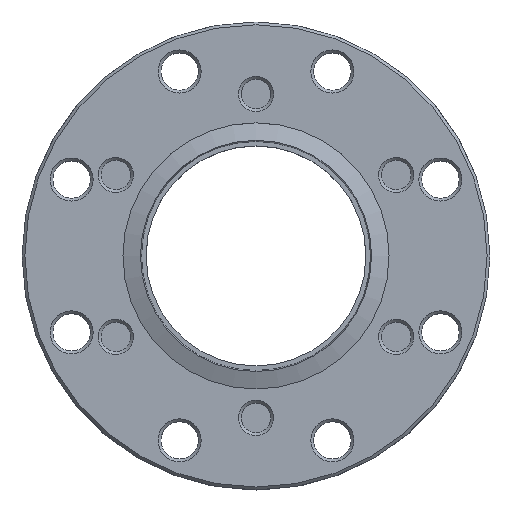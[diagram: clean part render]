
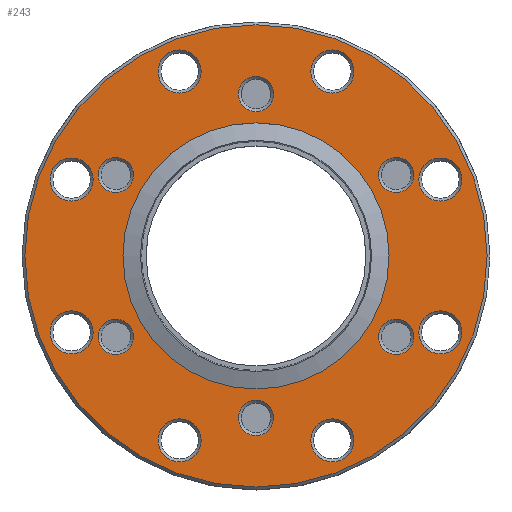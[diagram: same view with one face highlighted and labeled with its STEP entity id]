
A CAD part, top view. The second image highlights one B-rep face of the part: STEP entity #243.
In plain terms, the highlighted planar face has unit normal (0, 0, 1).
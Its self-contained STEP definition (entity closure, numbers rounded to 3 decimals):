
#243 = ADVANCED_FACE( '', ( #465, #466, #467, #468, #469, #470, #471, #472, #473, #474, #475, #476, #477, #478, #479, #480 ), #481, .F. );
#465 = FACE_BOUND( '', #682, .T. );
#466 = FACE_BOUND( '', #683, .T. );
#467 = FACE_BOUND( '', #684, .T. );
#468 = FACE_BOUND( '', #685, .T. );
#469 = FACE_BOUND( '', #686, .T. );
#470 = FACE_BOUND( '', #687, .T. );
#471 = FACE_OUTER_BOUND( '', #688, .T. );
#472 = FACE_BOUND( '', #689, .T. );
#473 = FACE_BOUND( '', #690, .T. );
#474 = FACE_BOUND( '', #691, .T. );
#475 = FACE_BOUND( '', #692, .T. );
#476 = FACE_BOUND( '', #693, .T. );
#477 = FACE_BOUND( '', #694, .T. );
#478 = FACE_BOUND( '', #695, .T. );
#479 = FACE_BOUND( '', #696, .T. );
#480 = FACE_BOUND( '', #697, .T. );
#481 = PLANE( '', #698 );
#682 = EDGE_LOOP( '', ( #1036 ) );
#683 = EDGE_LOOP( '', ( #1037 ) );
#684 = EDGE_LOOP( '', ( #1038 ) );
#685 = EDGE_LOOP( '', ( #1039 ) );
#686 = EDGE_LOOP( '', ( #1040 ) );
#687 = EDGE_LOOP( '', ( #1041 ) );
#688 = EDGE_LOOP( '', ( #1042 ) );
#689 = EDGE_LOOP( '', ( #1043 ) );
#690 = EDGE_LOOP( '', ( #1044 ) );
#691 = EDGE_LOOP( '', ( #1045 ) );
#692 = EDGE_LOOP( '', ( #1046 ) );
#693 = EDGE_LOOP( '', ( #1047 ) );
#694 = EDGE_LOOP( '', ( #1048 ) );
#695 = EDGE_LOOP( '', ( #1049 ) );
#696 = EDGE_LOOP( '', ( #1050 ) );
#697 = EDGE_LOOP( '', ( #1051 ) );
#698 = AXIS2_PLACEMENT_3D( '', #1052, #1053, #1054 );
#1036 = ORIENTED_EDGE( '', *, *, #1187, .T. );
#1037 = ORIENTED_EDGE( '', *, *, #1215, .T. );
#1038 = ORIENTED_EDGE( '', *, *, #1241, .T. );
#1039 = ORIENTED_EDGE( '', *, *, #1242, .T. );
#1040 = ORIENTED_EDGE( '', *, *, #1243, .T. );
#1041 = ORIENTED_EDGE( '', *, *, #1244, .T. );
#1042 = ORIENTED_EDGE( '', *, *, #1220, .T. );
#1043 = ORIENTED_EDGE( '', *, *, #1239, .T. );
#1044 = ORIENTED_EDGE( '', *, *, #1237, .T. );
#1045 = ORIENTED_EDGE( '', *, *, #1235, .T. );
#1046 = ORIENTED_EDGE( '', *, *, #1233, .T. );
#1047 = ORIENTED_EDGE( '', *, *, #1231, .T. );
#1048 = ORIENTED_EDGE( '', *, *, #1230, .T. );
#1049 = ORIENTED_EDGE( '', *, *, #1229, .T. );
#1050 = ORIENTED_EDGE( '', *, *, #1204, .T. );
#1051 = ORIENTED_EDGE( '', *, *, #1226, .F. );
#1052 = CARTESIAN_POINT( '', ( 0., 0., 8.001 ) );
#1053 = DIRECTION( '', ( 0., 0., -1. ) );
#1054 = DIRECTION( '', ( -1., 0., 0. ) );
#1187 = EDGE_CURVE( '', #1332, #1332, #1333, .T. );
#1204 = EDGE_CURVE( '', #1364, #1364, #1365, .T. );
#1215 = EDGE_CURVE( '', #1385, #1385, #1386, .T. );
#1220 = EDGE_CURVE( '', #1392, #1392, #1393, .F. );
#1226 = EDGE_CURVE( '', #1404, #1404, #1405, .T. );
#1229 = EDGE_CURVE( '', #1410, #1410, #1411, .T. );
#1230 = EDGE_CURVE( '', #1412, #1412, #1413, .T. );
#1231 = EDGE_CURVE( '', #1414, #1414, #1415, .T. );
#1233 = EDGE_CURVE( '', #1418, #1418, #1419, .T. );
#1235 = EDGE_CURVE( '', #1422, #1422, #1423, .T. );
#1237 = EDGE_CURVE( '', #1426, #1426, #1427, .T. );
#1239 = EDGE_CURVE( '', #1430, #1430, #1431, .T. );
#1241 = EDGE_CURVE( '', #1434, #1434, #1435, .T. );
#1242 = EDGE_CURVE( '', #1436, #1436, #1437, .T. );
#1243 = EDGE_CURVE( '', #1438, #1438, #1439, .T. );
#1244 = EDGE_CURVE( '', #1440, #1440, #1441, .T. );
#1332 = VERTEX_POINT( '', #1446 );
#1333 = CIRCLE( '', #1447, 3.192 );
#1364 = VERTEX_POINT( '', #1526 );
#1365 = CIRCLE( '', #1527, 3.904 );
#1385 = VERTEX_POINT( '', #1556 );
#1386 = CIRCLE( '', #1557, 3.192 );
#1392 = VERTEX_POINT( '', #1570 );
#1393 = CIRCLE( '', #1571, 41.91 );
#1404 = VERTEX_POINT( '', #1582 );
#1405 = CIRCLE( '', #1583, 24.13 );
#1410 = VERTEX_POINT( '', #1588 );
#1411 = CIRCLE( '', #1589, 3.904 );
#1412 = VERTEX_POINT( '', #1590 );
#1413 = CIRCLE( '', #1591, 3.904 );
#1414 = VERTEX_POINT( '', #1592 );
#1415 = CIRCLE( '', #1593, 3.904 );
#1418 = VERTEX_POINT( '', #1596 );
#1419 = CIRCLE( '', #1597, 3.904 );
#1422 = VERTEX_POINT( '', #1600 );
#1423 = CIRCLE( '', #1601, 3.904 );
#1426 = VERTEX_POINT( '', #1604 );
#1427 = CIRCLE( '', #1605, 3.904 );
#1430 = VERTEX_POINT( '', #1608 );
#1431 = CIRCLE( '', #1609, 3.904 );
#1434 = VERTEX_POINT( '', #1612 );
#1435 = CIRCLE( '', #1613, 3.192 );
#1436 = VERTEX_POINT( '', #1614 );
#1437 = CIRCLE( '', #1615, 3.192 );
#1438 = VERTEX_POINT( '', #1616 );
#1439 = CIRCLE( '', #1617, 3.192 );
#1440 = VERTEX_POINT( '', #1618 );
#1441 = CIRCLE( '', #1619, 3.192 );
#1446 = CARTESIAN_POINT( '', ( 22.237, -14.681, 8.001 ) );
#1447 = AXIS2_PLACEMENT_3D( '', #1625, #1626, #1627 );
#1526 = CARTESIAN_POINT( '', ( 29.536, 13.851, 8.001 ) );
#1527 = AXIS2_PLACEMENT_3D( '', #1655, #1656, #1657 );
#1556 = CARTESIAN_POINT( '', ( 22.237, 14.681, 8.001 ) );
#1557 = AXIS2_PLACEMENT_3D( '', #1685, #1686, #1687 );
#1570 = CARTESIAN_POINT( '', ( -41.91, 0., 8.001 ) );
#1571 = AXIS2_PLACEMENT_3D( '', #1692, #1693, #1694 );
#1582 = CARTESIAN_POINT( '', ( 24.13, 0., 8.001 ) );
#1583 = AXIS2_PLACEMENT_3D( '', #1710, #1711, #1712 );
#1588 = CARTESIAN_POINT( '', ( 29.536, -13.851, 8.001 ) );
#1589 = AXIS2_PLACEMENT_3D( '', #1719, #1720, #1721 );
#1590 = CARTESIAN_POINT( '', ( 9.947, -33.44, 8.001 ) );
#1591 = AXIS2_PLACEMENT_3D( '', #1722, #1723, #1724 );
#1592 = CARTESIAN_POINT( '', ( -17.755, -33.44, 8.001 ) );
#1593 = AXIS2_PLACEMENT_3D( '', #1725, #1726, #1727 );
#1596 = CARTESIAN_POINT( '', ( -37.344, -13.851, 8.001 ) );
#1597 = AXIS2_PLACEMENT_3D( '', #1731, #1732, #1733 );
#1600 = CARTESIAN_POINT( '', ( -37.344, 13.851, 8.001 ) );
#1601 = AXIS2_PLACEMENT_3D( '', #1737, #1738, #1739 );
#1604 = CARTESIAN_POINT( '', ( -17.755, 33.44, 8.001 ) );
#1605 = AXIS2_PLACEMENT_3D( '', #1743, #1744, #1745 );
#1608 = CARTESIAN_POINT( '', ( 9.947, 33.44, 8.001 ) );
#1609 = AXIS2_PLACEMENT_3D( '', #1749, #1750, #1751 );
#1612 = CARTESIAN_POINT( '', ( -3.192, 29.362, 8.001 ) );
#1613 = AXIS2_PLACEMENT_3D( '', #1755, #1756, #1757 );
#1614 = CARTESIAN_POINT( '', ( -28.62, 14.681, 8.001 ) );
#1615 = AXIS2_PLACEMENT_3D( '', #1758, #1759, #1760 );
#1616 = CARTESIAN_POINT( '', ( -28.62, -14.681, 8.001 ) );
#1617 = AXIS2_PLACEMENT_3D( '', #1761, #1762, #1763 );
#1618 = CARTESIAN_POINT( '', ( -3.192, -29.362, 8.001 ) );
#1619 = AXIS2_PLACEMENT_3D( '', #1764, #1765, #1766 );
#1625 = CARTESIAN_POINT( '', ( 25.429, -14.681, 8.001 ) );
#1626 = DIRECTION( '', ( 0., 0., -1. ) );
#1627 = DIRECTION( '', ( -1., 0., 0. ) );
#1655 = CARTESIAN_POINT( '', ( 33.44, 13.851, 8.001 ) );
#1656 = DIRECTION( '', ( 0., 0., -1. ) );
#1657 = DIRECTION( '', ( -1., 0., 0. ) );
#1685 = CARTESIAN_POINT( '', ( 25.429, 14.681, 8.001 ) );
#1686 = DIRECTION( '', ( 0., 0., -1. ) );
#1687 = DIRECTION( '', ( -1., 0., 0. ) );
#1692 = CARTESIAN_POINT( '', ( 0., 0., 8.001 ) );
#1693 = DIRECTION( '', ( 0., 0., -1. ) );
#1694 = DIRECTION( '', ( -1., 0., 0. ) );
#1710 = CARTESIAN_POINT( '', ( 0., 0., 8.001 ) );
#1711 = DIRECTION( '', ( 0., 0., 1. ) );
#1712 = DIRECTION( '', ( 1., 0., 0. ) );
#1719 = CARTESIAN_POINT( '', ( 33.44, -13.851, 8.001 ) );
#1720 = DIRECTION( '', ( 0., 0., -1. ) );
#1721 = DIRECTION( '', ( -1., 0., 0. ) );
#1722 = CARTESIAN_POINT( '', ( 13.851, -33.44, 8.001 ) );
#1723 = DIRECTION( '', ( 0., 0., -1. ) );
#1724 = DIRECTION( '', ( -1., 0., 0. ) );
#1725 = CARTESIAN_POINT( '', ( -13.851, -33.44, 8.001 ) );
#1726 = DIRECTION( '', ( 0., 0., -1. ) );
#1727 = DIRECTION( '', ( -1., 0., 0. ) );
#1731 = CARTESIAN_POINT( '', ( -33.44, -13.851, 8.001 ) );
#1732 = DIRECTION( '', ( 0., 0., -1. ) );
#1733 = DIRECTION( '', ( -1., 0., 0. ) );
#1737 = CARTESIAN_POINT( '', ( -33.44, 13.851, 8.001 ) );
#1738 = DIRECTION( '', ( 0., 0., -1. ) );
#1739 = DIRECTION( '', ( -1., 0., 0. ) );
#1743 = CARTESIAN_POINT( '', ( -13.851, 33.44, 8.001 ) );
#1744 = DIRECTION( '', ( 0., 0., -1. ) );
#1745 = DIRECTION( '', ( -1., 0., 0. ) );
#1749 = CARTESIAN_POINT( '', ( 13.851, 33.44, 8.001 ) );
#1750 = DIRECTION( '', ( 0., 0., -1. ) );
#1751 = DIRECTION( '', ( -1., 0., 0. ) );
#1755 = CARTESIAN_POINT( '', ( 0., 29.362, 8.001 ) );
#1756 = DIRECTION( '', ( 0., 0., -1. ) );
#1757 = DIRECTION( '', ( -1., 0., 0. ) );
#1758 = CARTESIAN_POINT( '', ( -25.429, 14.681, 8.001 ) );
#1759 = DIRECTION( '', ( 0., 0., -1. ) );
#1760 = DIRECTION( '', ( -1., 0., 0. ) );
#1761 = CARTESIAN_POINT( '', ( -25.429, -14.681, 8.001 ) );
#1762 = DIRECTION( '', ( 0., 0., -1. ) );
#1763 = DIRECTION( '', ( -1., 0., 0. ) );
#1764 = CARTESIAN_POINT( '', ( 0., -29.362, 8.001 ) );
#1765 = DIRECTION( '', ( 0., 0., -1. ) );
#1766 = DIRECTION( '', ( -1., 0., 0. ) );
